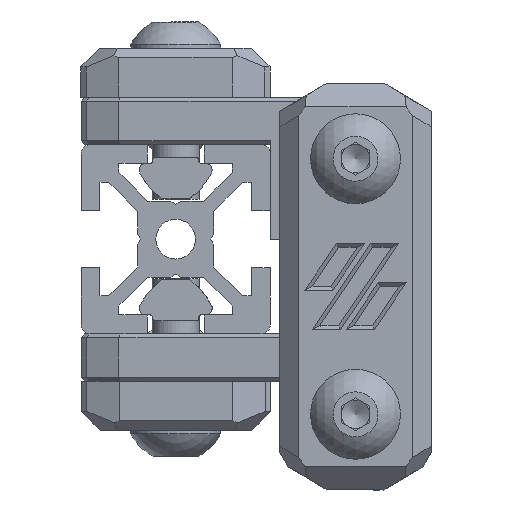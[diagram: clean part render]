
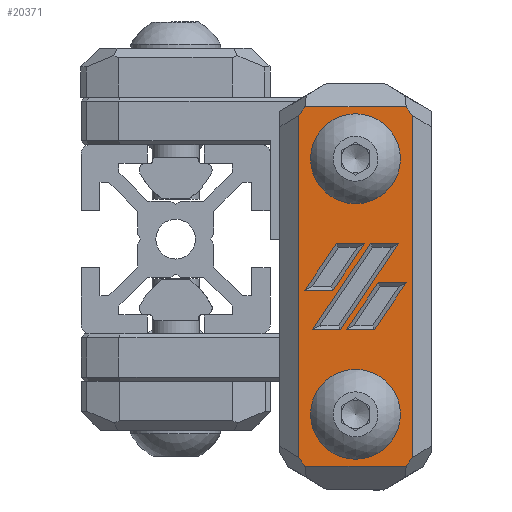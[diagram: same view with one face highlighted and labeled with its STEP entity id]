
A CAD part, front view. The second image highlights one B-rep face of the part: STEP entity #20371.
In plain terms, the highlighted planar face has unit normal (0, -1, 0).
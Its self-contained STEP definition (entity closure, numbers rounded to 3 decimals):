
#725=FACE_BOUND('',#3512,.T.);
#726=FACE_BOUND('',#3513,.T.);
#727=FACE_BOUND('',#3514,.T.);
#728=FACE_BOUND('',#3515,.T.);
#729=FACE_BOUND('',#3516,.T.);
#1293=PLANE('',#22358);
#2306=FACE_OUTER_BOUND('',#3511,.T.);
#3511=EDGE_LOOP('',(#17719,#17720,#17721,#17722,#17723,#17724,#17725,#17726));
#3512=EDGE_LOOP('',(#17727,#17728,#17729,#17730));
#3513=EDGE_LOOP('',(#17731));
#3514=EDGE_LOOP('',(#17732));
#3515=EDGE_LOOP('',(#17733,#17734,#17735,#17736));
#3516=EDGE_LOOP('',(#17737,#17738,#17739,#17740));
#5371=LINE('',#34362,#7418);
#5375=LINE('',#34370,#7422);
#5382=LINE('',#34384,#7429);
#5383=LINE('',#34386,#7430);
#5384=LINE('',#34388,#7431);
#5385=LINE('',#34390,#7432);
#5386=LINE('',#34392,#7433);
#5387=LINE('',#34393,#7434);
#5388=LINE('',#34396,#7435);
#5389=LINE('',#34398,#7436);
#5390=LINE('',#34400,#7437);
#5391=LINE('',#34401,#7438);
#5392=LINE('',#34408,#7439);
#5393=LINE('',#34410,#7440);
#5394=LINE('',#34412,#7441);
#5395=LINE('',#34413,#7442);
#5396=LINE('',#34416,#7443);
#5397=LINE('',#34418,#7444);
#5398=LINE('',#34420,#7445);
#5399=LINE('',#34421,#7446);
#7418=VECTOR('',#27123,10.);
#7422=VECTOR('',#27129,35.901);
#7429=VECTOR('',#27140,8.502);
#7430=VECTOR('',#27141,10.);
#7431=VECTOR('',#27142,35.901);
#7432=VECTOR('',#27143,10.);
#7433=VECTOR('',#27144,8.502);
#7434=VECTOR('',#27145,10.);
#7435=VECTOR('',#27146,10.);
#7436=VECTOR('',#27147,10.);
#7437=VECTOR('',#27148,10.);
#7438=VECTOR('',#27149,10.);
#7439=VECTOR('',#27154,10.);
#7440=VECTOR('',#27155,10.);
#7441=VECTOR('',#27156,10.);
#7442=VECTOR('',#27157,10.);
#7443=VECTOR('',#27158,10.);
#7444=VECTOR('',#27159,10.);
#7445=VECTOR('',#27160,10.);
#7446=VECTOR('',#27161,10.);
#8444=CIRCLE('',#22359,3.);
#8445=CIRCLE('',#22360,3.);
#9979=VERTEX_POINT('',#34359);
#9980=VERTEX_POINT('',#34361);
#9983=VERTEX_POINT('',#34369);
#9988=VERTEX_POINT('',#34383);
#9989=VERTEX_POINT('',#34385);
#9990=VERTEX_POINT('',#34387);
#9991=VERTEX_POINT('',#34389);
#9992=VERTEX_POINT('',#34391);
#9993=VERTEX_POINT('',#34394);
#9994=VERTEX_POINT('',#34395);
#9995=VERTEX_POINT('',#34397);
#9996=VERTEX_POINT('',#34399);
#9997=VERTEX_POINT('',#34402);
#9998=VERTEX_POINT('',#34404);
#9999=VERTEX_POINT('',#34406);
#10000=VERTEX_POINT('',#34407);
#10001=VERTEX_POINT('',#34409);
#10002=VERTEX_POINT('',#34411);
#10003=VERTEX_POINT('',#34414);
#10004=VERTEX_POINT('',#34415);
#10005=VERTEX_POINT('',#34417);
#10006=VERTEX_POINT('',#34419);
#12630=EDGE_CURVE('',#9980,#9979,#5371,.T.);
#12634=EDGE_CURVE('',#9980,#9983,#5375,.T.);
#12641=EDGE_CURVE('',#9988,#9979,#5382,.T.);
#12642=EDGE_CURVE('',#9989,#9988,#5383,.T.);
#12643=EDGE_CURVE('',#9990,#9989,#5384,.T.);
#12644=EDGE_CURVE('',#9990,#9991,#5385,.T.);
#12645=EDGE_CURVE('',#9992,#9991,#5386,.T.);
#12646=EDGE_CURVE('',#9983,#9992,#5387,.T.);
#12647=EDGE_CURVE('',#9993,#9994,#5388,.T.);
#12648=EDGE_CURVE('',#9995,#9993,#5389,.T.);
#12649=EDGE_CURVE('',#9996,#9995,#5390,.T.);
#12650=EDGE_CURVE('',#9994,#9996,#5391,.T.);
#12651=EDGE_CURVE('',#9997,#9997,#8444,.T.);
#12652=EDGE_CURVE('',#9998,#9998,#8445,.T.);
#12653=EDGE_CURVE('',#9999,#10000,#5392,.T.);
#12654=EDGE_CURVE('',#10001,#9999,#5393,.T.);
#12655=EDGE_CURVE('',#10002,#10001,#5394,.T.);
#12656=EDGE_CURVE('',#10000,#10002,#5395,.T.);
#12657=EDGE_CURVE('',#10003,#10004,#5396,.T.);
#12658=EDGE_CURVE('',#10005,#10003,#5397,.T.);
#12659=EDGE_CURVE('',#10006,#10005,#5398,.T.);
#12660=EDGE_CURVE('',#10004,#10006,#5399,.T.);
#17719=ORIENTED_EDGE('',*,*,#12630,.T.);
#17720=ORIENTED_EDGE('',*,*,#12641,.F.);
#17721=ORIENTED_EDGE('',*,*,#12642,.F.);
#17722=ORIENTED_EDGE('',*,*,#12643,.F.);
#17723=ORIENTED_EDGE('',*,*,#12644,.T.);
#17724=ORIENTED_EDGE('',*,*,#12645,.F.);
#17725=ORIENTED_EDGE('',*,*,#12646,.F.);
#17726=ORIENTED_EDGE('',*,*,#12634,.F.);
#17727=ORIENTED_EDGE('',*,*,#12647,.F.);
#17728=ORIENTED_EDGE('',*,*,#12648,.F.);
#17729=ORIENTED_EDGE('',*,*,#12649,.F.);
#17730=ORIENTED_EDGE('',*,*,#12650,.F.);
#17731=ORIENTED_EDGE('',*,*,#12651,.T.);
#17732=ORIENTED_EDGE('',*,*,#12652,.T.);
#17733=ORIENTED_EDGE('',*,*,#12653,.F.);
#17734=ORIENTED_EDGE('',*,*,#12654,.F.);
#17735=ORIENTED_EDGE('',*,*,#12655,.F.);
#17736=ORIENTED_EDGE('',*,*,#12656,.F.);
#17737=ORIENTED_EDGE('',*,*,#12657,.F.);
#17738=ORIENTED_EDGE('',*,*,#12658,.F.);
#17739=ORIENTED_EDGE('',*,*,#12659,.F.);
#17740=ORIENTED_EDGE('',*,*,#12660,.F.);
#20371=ADVANCED_FACE('',(#2306,#725,#726,#727,#728,#729),#1293,.F.);
#22358=AXIS2_PLACEMENT_3D('',#34382,#27138,#27139);
#22359=AXIS2_PLACEMENT_3D('',#34403,#27150,#27151);
#22360=AXIS2_PLACEMENT_3D('',#34405,#27152,#27153);
#27123=DIRECTION('',(0.575,0.,-0.818));
#27129=DIRECTION('',(0.,0.,1.));
#27138=DIRECTION('center_axis',(0.,1.,0.));
#27139=DIRECTION('ref_axis',(1.,0.,0.));
#27140=DIRECTION('',(-1.,0.,0.));
#27141=DIRECTION('',(-0.575,0.,-0.818));
#27142=DIRECTION('',(0.,0.,-1.));
#27143=DIRECTION('',(-0.575,0.,0.818));
#27144=DIRECTION('',(1.,0.,0.));
#27145=DIRECTION('',(0.575,0.,0.818));
#27146=DIRECTION('',(1.,0.,0.));
#27147=DIRECTION('',(-0.559,0.,-0.829));
#27148=DIRECTION('',(-1.,0.,0.));
#27149=DIRECTION('',(0.559,0.,0.829));
#27150=DIRECTION('center_axis',(0.,1.,0.));
#27151=DIRECTION('ref_axis',(0.,0.,-1.));
#27152=DIRECTION('center_axis',(0.,1.,0.));
#27153=DIRECTION('ref_axis',(0.,0.,-1.));
#27154=DIRECTION('',(0.559,0.,0.829));
#27155=DIRECTION('',(1.,0.,0.));
#27156=DIRECTION('',(-0.559,0.,-0.829));
#27157=DIRECTION('',(-1.,0.,0.));
#27158=DIRECTION('',(-1.,0.,0.));
#27159=DIRECTION('',(0.559,0.,0.829));
#27160=DIRECTION('',(1.,0.,0.));
#27161=DIRECTION('',(-0.559,0.,-0.829));
#34359=CARTESIAN_POINT('',(23.776,-11.153,64.406));
#34361=CARTESIAN_POINT('',(23.124,-11.153,65.336));
#34362=CARTESIAN_POINT('',(18.427,-11.153,72.027));
#34369=CARTESIAN_POINT('',(23.124,-11.153,101.477));
#34370=CARTESIAN_POINT('',(23.124,-11.153,65.456));
#34382=CARTESIAN_POINT('Origin',(29.124,-11.153,83.406));
#34383=CARTESIAN_POINT('',(34.472,-11.153,64.406));
#34384=CARTESIAN_POINT('',(33.375,-11.153,64.406));
#34385=CARTESIAN_POINT('',(35.124,-11.153,65.336));
#34386=CARTESIAN_POINT('',(38.66,-11.153,70.374));
#34387=CARTESIAN_POINT('',(35.124,-11.153,101.477));
#34388=CARTESIAN_POINT('',(35.124,-11.153,101.357));
#34389=CARTESIAN_POINT('',(34.472,-11.153,102.406));
#34390=CARTESIAN_POINT('',(39.821,-11.153,94.785));
#34391=CARTESIAN_POINT('',(23.776,-11.153,102.406));
#34392=CARTESIAN_POINT('',(24.873,-11.153,102.406));
#34393=CARTESIAN_POINT('',(19.588,-11.153,96.439));
#34394=CARTESIAN_POINT('',(24.576,-11.153,78.861));
#34395=CARTESIAN_POINT('',(27.541,-11.153,78.861));
#34396=CARTESIAN_POINT('',(28.226,-11.153,78.861));
#34397=CARTESIAN_POINT('',(30.707,-11.153,87.951));
#34398=CARTESIAN_POINT('',(26.551,-11.153,81.789));
#34399=CARTESIAN_POINT('',(33.672,-11.153,87.951));
#34400=CARTESIAN_POINT('',(30.022,-11.153,87.951));
#34401=CARTESIAN_POINT('',(31.697,-11.153,85.023));
#34402=CARTESIAN_POINT('',(29.124,-11.153,93.906));
#34403=CARTESIAN_POINT('Origin',(29.124,-11.153,96.906));
#34404=CARTESIAN_POINT('',(29.124,-11.153,66.906));
#34405=CARTESIAN_POINT('Origin',(29.124,-11.153,69.906));
#34406=CARTESIAN_POINT('',(26.737,-11.153,83.006));
#34407=CARTESIAN_POINT('',(30.072,-11.153,87.951));
#34408=CARTESIAN_POINT('',(28.66,-11.153,85.858));
#34409=CARTESIAN_POINT('',(23.772,-11.153,83.006));
#34410=CARTESIAN_POINT('',(27.824,-11.153,83.006));
#34411=CARTESIAN_POINT('',(27.107,-11.153,87.951));
#34412=CARTESIAN_POINT('',(24.912,-11.153,84.696));
#34413=CARTESIAN_POINT('',(28.222,-11.153,87.951));
#34414=CARTESIAN_POINT('',(34.476,-11.153,83.806));
#34415=CARTESIAN_POINT('',(31.511,-11.153,83.806));
#34416=CARTESIAN_POINT('',(30.424,-11.153,83.806));
#34417=CARTESIAN_POINT('',(31.141,-11.153,78.861));
#34418=CARTESIAN_POINT('',(33.336,-11.153,82.116));
#34419=CARTESIAN_POINT('',(28.176,-11.153,78.861));
#34420=CARTESIAN_POINT('',(30.026,-11.153,78.861));
#34421=CARTESIAN_POINT('',(29.588,-11.153,80.955));
